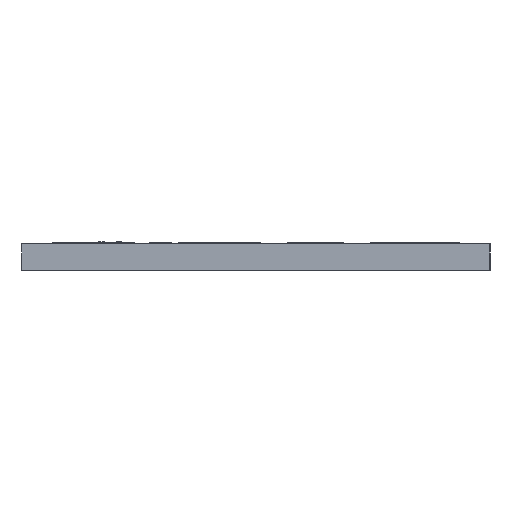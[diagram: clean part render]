
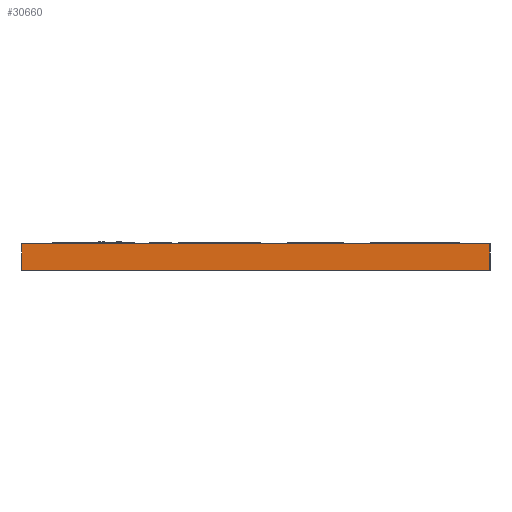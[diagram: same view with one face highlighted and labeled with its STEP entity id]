
A CAD part, left-side view. The second image highlights one B-rep face of the part: STEP entity #30660.
In plain terms, the highlighted planar face has unit normal (-1, 0, 0).
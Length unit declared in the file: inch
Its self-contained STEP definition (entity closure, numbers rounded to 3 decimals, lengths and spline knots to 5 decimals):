
#29499=CARTESIAN_POINT('',(0.0,0.0,0.00189));
#29500=VERTEX_POINT('',#29499);
#29515=CARTESIAN_POINT('',(0.,0.03327,0.00189));
#29516=VERTEX_POINT('',#29515);
#29523=CARTESIAN_POINT('',(0.,0.0,0.00189));
#29524=DIRECTION('',(0.0,1.0,0.0));
#29525=VECTOR('',#29524,0.03327);
#29526=LINE('',#29523,#29525);
#29527=EDGE_CURVE('',#29500,#29516,#29526,.T.);
#30612=CARTESIAN_POINT('',(0.0,0.0,0.0));
#30613=VERTEX_POINT('',#30612);
#30614=CARTESIAN_POINT('',(0.0,0.0,0.0));
#30615=DIRECTION('',(0.0,0.0,1.0));
#30616=VECTOR('',#30615,0.00189);
#30617=LINE('',#30614,#30616);
#30618=EDGE_CURVE('',#30613,#29500,#30617,.T.);
#30637=CARTESIAN_POINT('',(0.0,0.0,0.0));
#30638=DIRECTION('',(-1.0,0.0,0.0));
#30639=DIRECTION('',(0.0,0.0,1.0));
#30640=AXIS2_PLACEMENT_3D('',#30637,#30638,#30639);
#30641=PLANE('',#30640);
#30642=ORIENTED_EDGE('',*,*,#29527,.T.);
#30643=CARTESIAN_POINT('',(0.,0.03327,0.0));
#30644=VERTEX_POINT('',#30643);
#30645=CARTESIAN_POINT('',(0.,0.03327,0.0));
#30646=DIRECTION('',(0.0,0.0,1.0));
#30647=VECTOR('',#30646,0.00189);
#30648=LINE('',#30645,#30647);
#30649=EDGE_CURVE('',#30644,#29516,#30648,.T.);
#30650=ORIENTED_EDGE('',*,*,#30649,.F.);
#30651=CARTESIAN_POINT('',(0.,0.03327,0.0));
#30652=DIRECTION('',(0.0,-1.0,0.0));
#30653=VECTOR('',#30652,0.03327);
#30654=LINE('',#30651,#30653);
#30655=EDGE_CURVE('',#30644,#30613,#30654,.T.);
#30656=ORIENTED_EDGE('',*,*,#30655,.T.);
#30657=ORIENTED_EDGE('',*,*,#30618,.T.);
#30658=EDGE_LOOP('',(#30642,#30650,#30656,#30657));
#30659=FACE_OUTER_BOUND('',#30658,.T.);
#30660=ADVANCED_FACE('',(#30659),#30641,.T.);
